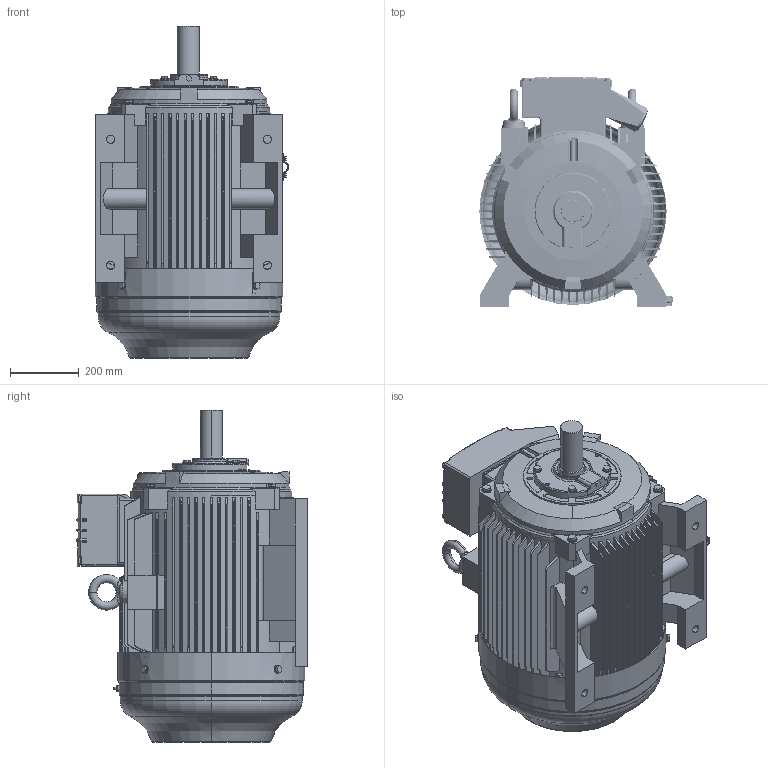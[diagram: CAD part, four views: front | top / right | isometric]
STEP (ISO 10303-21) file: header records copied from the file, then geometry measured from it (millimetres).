
FILE_DESCRIPTION((''),'2;1');
FILE_NAME('1WE280SB32','2012-12-22T',('Administrator'),(''),'PRO/ENGINEER BY PARAMETRIC TECHNOLOGY CORPORATION, 2007370','PRO/ENGINEER BY PARAMETRIC TECHNOLOGY CORPORATION, 2007370','');
FILE_SCHEMA(('CONFIG_CONTROL_DESIGN'));
Products named in the file (1): 1WE280SB32
Bounding box: 563.5 x 672.34 x 968 mm (x, y, z)
Volume: 130476687.3 mm3; surface area: 5196533 mm2
Topology: 1 solids, 10 shells, 7263 faces, 20975 edges, 13849 vertices
Faces by surface type: plane 3717, cylinder 3155, cone 289, torus 70, bspline 28, sphere 4
Entity records: 249285 total; most frequent: CARTESIAN_POINT 52467, ORIENTED_EDGE 41938, DIRECTION 40230, EDGE_CURVE 20969, VERTEX_POINT 13848, AXIS2_PLACEMENT_3D 13542, VECTOR 13146, LINE 13146
